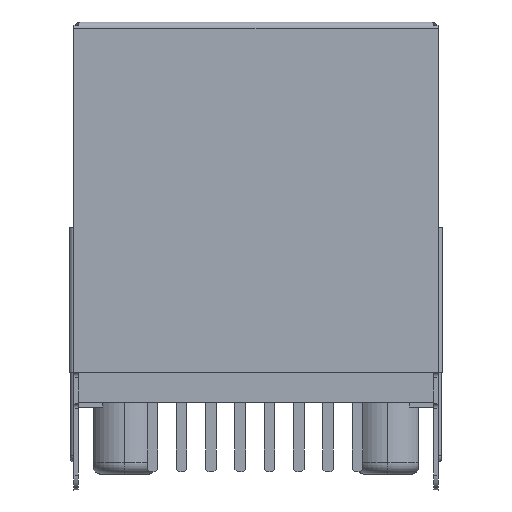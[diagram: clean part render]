
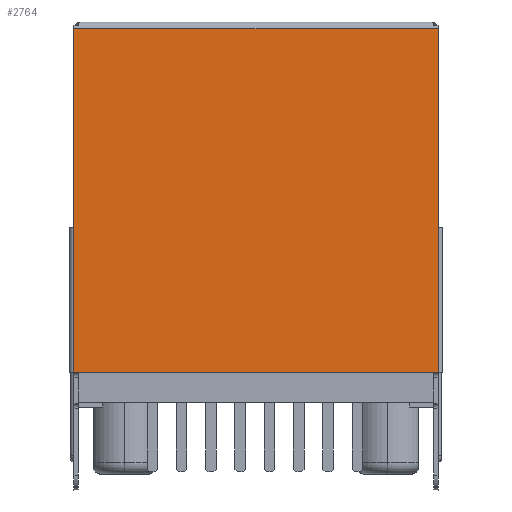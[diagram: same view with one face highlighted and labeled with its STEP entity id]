
A CAD part, front view. The second image highlights one B-rep face of the part: STEP entity #2764.
In plain terms, the highlighted planar face has unit normal (0, -1, 0).
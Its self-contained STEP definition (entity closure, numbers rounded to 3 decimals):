
#2730=AXIS2_PLACEMENT_3D('Plane Axis2P3D',#2727,#2728,#2729) ;
#1067=CARTESIAN_POINT('Vertex',(0.,0.,20.)) ;
#1072=CARTESIAN_POINT('Line Origine',(7.9,0.,20.)) ;
#1076=CARTESIAN_POINT('Vertex',(15.8,0.,20.)) ;
#2580=CARTESIAN_POINT('Vertex',(0.,0.,5.1)) ;
#2601=CARTESIAN_POINT('Vertex',(0.,0.,11.398)) ;
#2604=CARTESIAN_POINT('Line Origine',(0.,0.,15.699)) ;
#2727=CARTESIAN_POINT('Axis2P3D Location',(0.,0.,3.8)) ;
#2732=CARTESIAN_POINT('Line Origine',(15.8,0.,8.249)) ;
#2736=CARTESIAN_POINT('Vertex',(15.8,0.,5.1)) ;
#2738=CARTESIAN_POINT('Vertex',(15.8,0.,11.398)) ;
#2741=CARTESIAN_POINT('Line Origine',(15.8,0.,15.699)) ;
#2746=CARTESIAN_POINT('Line Origine',(0.,0.,8.249)) ;
#2751=CARTESIAN_POINT('Line Origine',(7.9,0.,5.1)) ;
#1073=DIRECTION('Vector Direction',(1.,0.,0.)) ;
#2605=DIRECTION('Vector Direction',(0.,0.,1.)) ;
#2728=DIRECTION('Axis2P3D Direction',(0.,-1.,0.)) ;
#2729=DIRECTION('Axis2P3D XDirection',(0.,0.,-1.)) ;
#2733=DIRECTION('Vector Direction',(0.,0.,1.)) ;
#2742=DIRECTION('Vector Direction',(0.,0.,1.)) ;
#2747=DIRECTION('Vector Direction',(0.,0.,-1.)) ;
#2752=DIRECTION('Vector Direction',(1.,0.,0.)) ;
#1074=VECTOR('Line Direction',#1073,1.) ;
#2606=VECTOR('Line Direction',#2605,1.) ;
#2734=VECTOR('Line Direction',#2733,1.) ;
#2743=VECTOR('Line Direction',#2742,1.) ;
#2748=VECTOR('Line Direction',#2747,1.) ;
#2753=VECTOR('Line Direction',#2752,1.) ;
#2757=ORIENTED_EDGE('',*,*,#2740,.T.) ;
#2758=ORIENTED_EDGE('',*,*,#2745,.T.) ;
#2759=ORIENTED_EDGE('',*,*,#1078,.T.) ;
#2760=ORIENTED_EDGE('',*,*,#2608,.F.) ;
#2761=ORIENTED_EDGE('',*,*,#2750,.T.) ;
#2762=ORIENTED_EDGE('',*,*,#2755,.T.) ;
#2764=ADVANCED_FACE('\X2\00BE\X0\\X2\00C9\X0\\X2\00A8\X0\\X2\00A4\X0\14',(#2763),#2731,.T.) ;
#1078=EDGE_CURVE('',#1077,#1068,#1075,.F.) ;
#2608=EDGE_CURVE('',#2602,#1068,#2607,.T.) ;
#2740=EDGE_CURVE('',#2737,#2739,#2735,.T.) ;
#2745=EDGE_CURVE('',#2739,#1077,#2744,.T.) ;
#2750=EDGE_CURVE('',#2602,#2581,#2749,.T.) ;
#2755=EDGE_CURVE('',#2581,#2737,#2754,.T.) ;
#2756=EDGE_LOOP('',(#2757,#2758,#2759,#2760,#2761,#2762)) ;
#2763=FACE_OUTER_BOUND('',#2756,.T.) ;
#1075=LINE('Line',#1072,#1074) ;
#2607=LINE('Line',#2604,#2606) ;
#2735=LINE('Line',#2732,#2734) ;
#2744=LINE('Line',#2741,#2743) ;
#2749=LINE('Line',#2746,#2748) ;
#2754=LINE('Line',#2751,#2753) ;
#2731=PLANE('',#2730) ;
#1068=VERTEX_POINT('',#1067) ;
#1077=VERTEX_POINT('',#1076) ;
#2581=VERTEX_POINT('',#2580) ;
#2602=VERTEX_POINT('',#2601) ;
#2737=VERTEX_POINT('',#2736) ;
#2739=VERTEX_POINT('',#2738) ;
